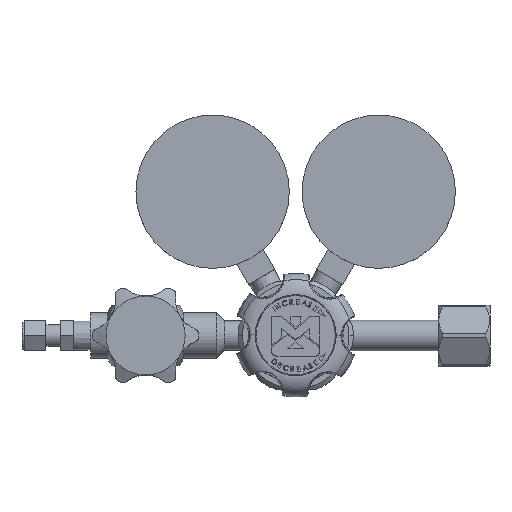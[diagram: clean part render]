
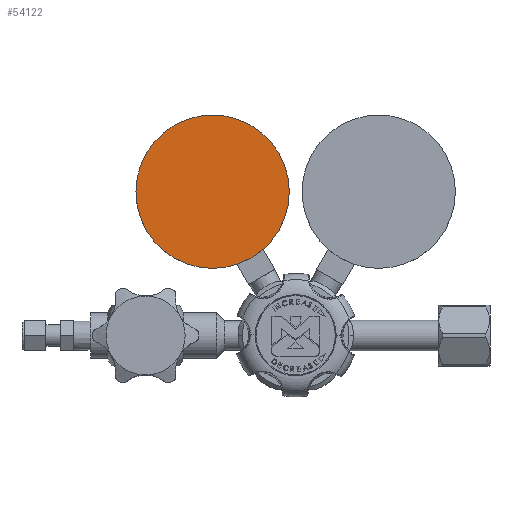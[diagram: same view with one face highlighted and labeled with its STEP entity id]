
A CAD part, top view. The second image highlights one B-rep face of the part: STEP entity #54122.
In plain terms, the highlighted planar face has unit normal (0, 0, 1).
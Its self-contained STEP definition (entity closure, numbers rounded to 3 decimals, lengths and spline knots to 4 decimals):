
#53869=CARTESIAN_POINT('',(0.,0.,0.36));
#53870=DIRECTION('',(0.,0.,1.));
#53871=DIRECTION('',(-1.,0.,0.));
#53872=AXIS2_PLACEMENT_3D('',#53869,#53870,#53871);
#53874=CARTESIAN_POINT('',(0.,0.,0.36));
#53875=DIRECTION('',(0.,0.,1.));
#53876=DIRECTION('',(1.,0.,0.));
#53877=AXIS2_PLACEMENT_3D('',#53874,#53875,#53876);
#53912=CARTESIAN_POINT('',(1.415,0.,0.36));
#53914=VERTEX_POINT('',#53912);
#53916=CARTESIAN_POINT('',(-1.415,0.,0.36));
#53918=VERTEX_POINT('',#53916);
#54112=CARTESIAN_POINT('',(0.,0.,0.36));
#54113=DIRECTION('',(0.,0.,-1.));
#54114=DIRECTION('',(-1.,0.,0.));
#54115=AXIS2_PLACEMENT_3D('',#54112,#54113,#54114);
#54116=PLANE('',#54115);
#54118=ORIENTED_EDGE('',*,*,#54117,.F.);
#54119=ORIENTED_EDGE('',*,*,#54102,.F.);
#54120=EDGE_LOOP('',(#54118,#54119));
#54121=FACE_OUTER_BOUND('',#54120,.F.);
#54122=ADVANCED_FACE('',(#54121),#54116,.F.);
#53873=CIRCLE('',#53872,1.415);
#53878=CIRCLE('',#53877,1.415);
#54102=EDGE_CURVE('',#53914,#53918,#53878,.T.);
#54117=EDGE_CURVE('',#53918,#53914,#53873,.T.);
